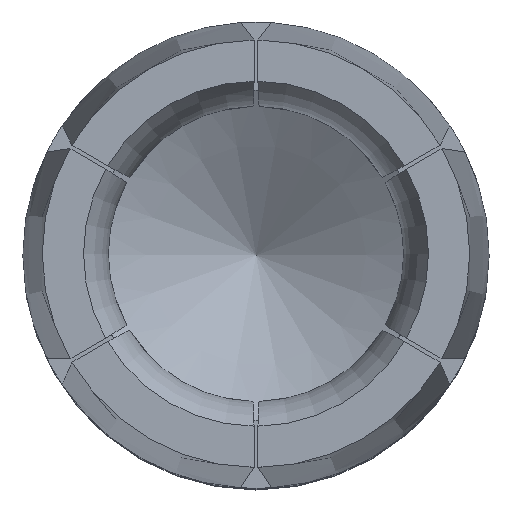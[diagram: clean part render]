
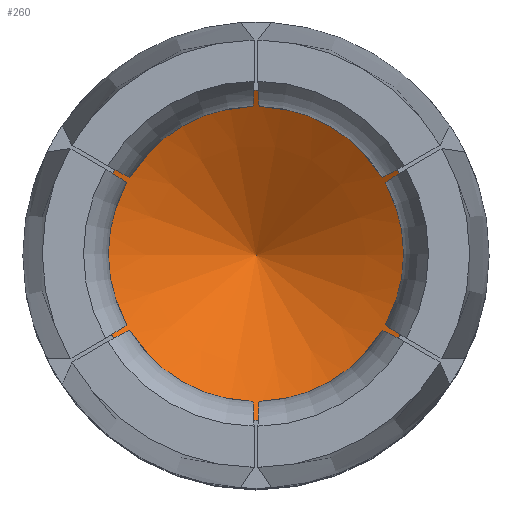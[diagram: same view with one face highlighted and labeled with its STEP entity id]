
A CAD part, top view. The second image highlights one B-rep face of the part: STEP entity #260.
In plain terms, the highlighted conical face has half-angle 60 degrees and reference radius 2.125 mm.
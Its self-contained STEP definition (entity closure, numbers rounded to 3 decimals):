
#107=VERTEX_LOOP('',#1026);
#157=CONICAL_SURFACE('',#2143,2.125,60.);
#260=ADVANCED_FACE('',(#345,#346),#157,.F.);
#345=FACE_BOUND('',#107,.T.);
#346=FACE_BOUND('',#431,.T.);
#431=EDGE_LOOP('',(#762));
#762=ORIENTED_EDGE('',*,*,#1214,.T.);
#1026=VERTEX_POINT('',#3837);
#1027=VERTEX_POINT('',#3839);
#1214=EDGE_CURVE('',#1027,#1027,#1462,.T.);
#1462=CIRCLE('',#2142,2.125);
#2142=AXIS2_PLACEMENT_3D('',#3838,#2473,#2474);
#2143=AXIS2_PLACEMENT_3D('',#3840,#2475,#2476);
#2473=DIRECTION('',(0.,0.,1.));
#2474=DIRECTION('',(1.,0.,0.));
#2475=DIRECTION('',(0.,0.,1.));
#2476=DIRECTION('',(1.,0.,0.));
#3837=CARTESIAN_POINT('',(0.,0.,11.523));
#3838=CARTESIAN_POINT('',(0.,0.,12.75));
#3839=CARTESIAN_POINT('',(2.125,0.,12.75));
#3840=CARTESIAN_POINT('',(0.,0.,12.75));
